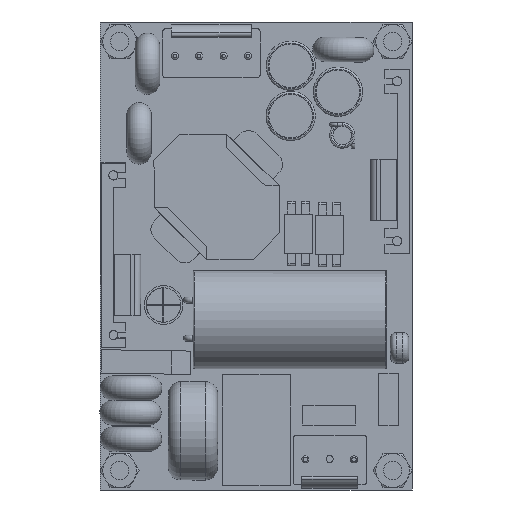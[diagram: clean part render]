
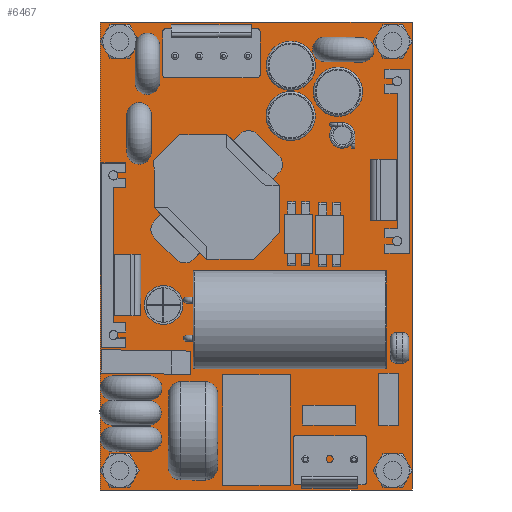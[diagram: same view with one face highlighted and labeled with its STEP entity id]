
A CAD part, left-side view. The second image highlights one B-rep face of the part: STEP entity #6467.
In plain terms, the highlighted planar face has unit normal (-1, 0, 0).
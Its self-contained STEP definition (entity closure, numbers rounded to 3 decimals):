
#313=FACE_BOUND('',#1460,.T.);
#314=FACE_BOUND('',#1461,.T.);
#315=FACE_BOUND('',#1462,.T.);
#316=FACE_BOUND('',#1463,.T.);
#671=CIRCLE('',#7358,1.7);
#672=CIRCLE('',#7359,1.7);
#675=CIRCLE('',#7363,1.7);
#676=CIRCLE('',#7364,1.7);
#679=CIRCLE('',#7368,1.7);
#680=CIRCLE('',#7369,1.7);
#683=CIRCLE('',#7373,1.7);
#684=CIRCLE('',#7374,1.7);
#1073=FACE_OUTER_BOUND('',#1459,.T.);
#1459=EDGE_LOOP('',(#5121,#5122,#5123,#5124));
#1460=EDGE_LOOP('',(#5125,#5126));
#1461=EDGE_LOOP('',(#5127,#5128));
#1462=EDGE_LOOP('',(#5129,#5130));
#1463=EDGE_LOOP('',(#5131,#5132));
#1959=LINE('',#10891,#2458);
#1963=LINE('',#10899,#2462);
#1966=LINE('',#10905,#2465);
#1969=LINE('',#10910,#2468);
#2458=VECTOR('',#8788,1000.);
#2462=VECTOR('',#8794,1000.);
#2465=VECTOR('',#8799,1000.);
#2468=VECTOR('',#8804,1000.);
#2959=VERTEX_POINT('',#10853);
#2960=VERTEX_POINT('',#10855);
#2963=VERTEX_POINT('',#10863);
#2964=VERTEX_POINT('',#10865);
#2967=VERTEX_POINT('',#10873);
#2968=VERTEX_POINT('',#10875);
#2971=VERTEX_POINT('',#10883);
#2972=VERTEX_POINT('',#10885);
#2973=VERTEX_POINT('',#10889);
#2974=VERTEX_POINT('',#10890);
#2977=VERTEX_POINT('',#10898);
#2979=VERTEX_POINT('',#10904);
#3726=EDGE_CURVE('',#2959,#2960,#671,.T.);
#3727=EDGE_CURVE('',#2960,#2959,#672,.T.);
#3731=EDGE_CURVE('',#2963,#2964,#675,.T.);
#3732=EDGE_CURVE('',#2964,#2963,#676,.T.);
#3736=EDGE_CURVE('',#2967,#2968,#679,.T.);
#3737=EDGE_CURVE('',#2968,#2967,#680,.T.);
#3741=EDGE_CURVE('',#2971,#2972,#683,.T.);
#3742=EDGE_CURVE('',#2972,#2971,#684,.T.);
#3743=EDGE_CURVE('',#2973,#2974,#1959,.T.);
#3747=EDGE_CURVE('',#2974,#2977,#1963,.T.);
#3750=EDGE_CURVE('',#2977,#2979,#1966,.T.);
#3753=EDGE_CURVE('',#2979,#2973,#1969,.T.);
#5121=ORIENTED_EDGE('',*,*,#3743,.F.);
#5122=ORIENTED_EDGE('',*,*,#3753,.F.);
#5123=ORIENTED_EDGE('',*,*,#3750,.F.);
#5124=ORIENTED_EDGE('',*,*,#3747,.F.);
#5125=ORIENTED_EDGE('',*,*,#3727,.F.);
#5126=ORIENTED_EDGE('',*,*,#3726,.F.);
#5127=ORIENTED_EDGE('',*,*,#3732,.F.);
#5128=ORIENTED_EDGE('',*,*,#3731,.F.);
#5129=ORIENTED_EDGE('',*,*,#3737,.F.);
#5130=ORIENTED_EDGE('',*,*,#3736,.F.);
#5131=ORIENTED_EDGE('',*,*,#3742,.F.);
#5132=ORIENTED_EDGE('',*,*,#3741,.F.);
#6186=PLANE('',#7380);
#6467=ADVANCED_FACE('',(#1073,#313,#314,#315,#316),#6186,.F.);
#7358=AXIS2_PLACEMENT_3D('',#10856,#8749,#8750);
#7359=AXIS2_PLACEMENT_3D('',#10857,#8751,#8752);
#7363=AXIS2_PLACEMENT_3D('',#10866,#8760,#8761);
#7364=AXIS2_PLACEMENT_3D('',#10867,#8762,#8763);
#7368=AXIS2_PLACEMENT_3D('',#10876,#8771,#8772);
#7369=AXIS2_PLACEMENT_3D('',#10877,#8773,#8774);
#7373=AXIS2_PLACEMENT_3D('',#10886,#8782,#8783);
#7374=AXIS2_PLACEMENT_3D('',#10887,#8784,#8785);
#7380=AXIS2_PLACEMENT_3D('',#10913,#8808,#8809);
#8749=DIRECTION('center_axis',(-1.,0.,0.));
#8750=DIRECTION('ref_axis',(0.,0.,1.));
#8751=DIRECTION('center_axis',(-1.,0.,0.));
#8752=DIRECTION('ref_axis',(0.,0.,1.));
#8760=DIRECTION('center_axis',(-1.,0.,0.));
#8761=DIRECTION('ref_axis',(0.,0.,1.));
#8762=DIRECTION('center_axis',(-1.,0.,0.));
#8763=DIRECTION('ref_axis',(0.,0.,1.));
#8771=DIRECTION('center_axis',(-1.,0.,0.));
#8772=DIRECTION('ref_axis',(0.,0.,1.));
#8773=DIRECTION('center_axis',(-1.,0.,0.));
#8774=DIRECTION('ref_axis',(0.,0.,1.));
#8782=DIRECTION('center_axis',(-1.,0.,0.));
#8783=DIRECTION('ref_axis',(0.,0.,1.));
#8784=DIRECTION('center_axis',(-1.,0.,0.));
#8785=DIRECTION('ref_axis',(0.,0.,1.));
#8788=DIRECTION('',(0.,-1.,0.));
#8794=DIRECTION('',(0.,0.,-1.));
#8799=DIRECTION('',(0.,1.,0.));
#8804=DIRECTION('',(0.,0.,1.));
#8808=DIRECTION('center_axis',(1.,0.,0.));
#8809=DIRECTION('ref_axis',(0.,0.,-1.));
#10853=CARTESIAN_POINT('',(0.,-47.63,-4.87));
#10855=CARTESIAN_POINT('',(0.,-47.63,-1.47));
#10856=CARTESIAN_POINT('Origin',(0.,-47.63,-3.17));
#10857=CARTESIAN_POINT('Origin',(0.,-47.63,-3.17));
#10863=CARTESIAN_POINT('',(0.,-3.17,-4.87));
#10865=CARTESIAN_POINT('',(0.,-3.17,-1.47));
#10866=CARTESIAN_POINT('Origin',(0.,-3.17,-3.17));
#10867=CARTESIAN_POINT('Origin',(0.,-3.17,-3.17));
#10873=CARTESIAN_POINT('',(0.,-47.63,-74.73));
#10875=CARTESIAN_POINT('',(0.,-47.63,-71.33));
#10876=CARTESIAN_POINT('Origin',(0.,-47.63,-73.03));
#10877=CARTESIAN_POINT('Origin',(0.,-47.63,-73.03));
#10883=CARTESIAN_POINT('',(0.,-3.17,-74.73));
#10885=CARTESIAN_POINT('',(0.,-3.17,-71.33));
#10886=CARTESIAN_POINT('Origin',(0.,-3.17,-73.03));
#10887=CARTESIAN_POINT('Origin',(0.,-3.17,-73.03));
#10889=CARTESIAN_POINT('',(0.,0.,0.));
#10890=CARTESIAN_POINT('',(0.,-50.8,0.));
#10891=CARTESIAN_POINT('',(0.,0.,0.));
#10898=CARTESIAN_POINT('',(0.,-50.8,-76.2));
#10899=CARTESIAN_POINT('',(0.,-50.8,0.));
#10904=CARTESIAN_POINT('',(0.,0.,-76.2));
#10905=CARTESIAN_POINT('',(0.,0.,-76.2));
#10910=CARTESIAN_POINT('',(0.,0.,0.));
#10913=CARTESIAN_POINT('Origin',(0.,-50.8,0.));
